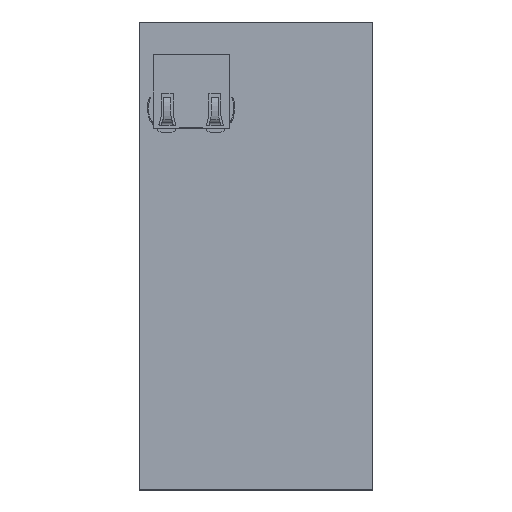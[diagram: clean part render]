
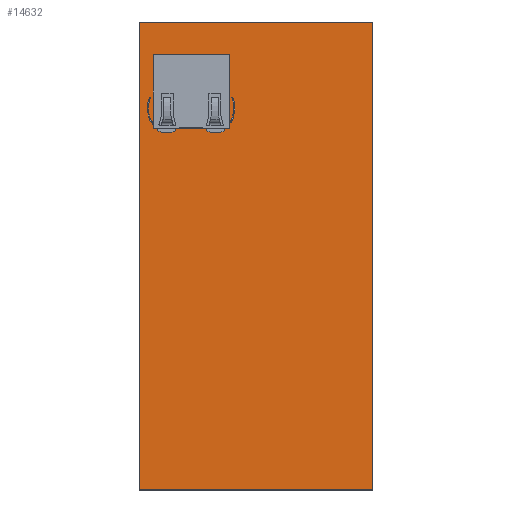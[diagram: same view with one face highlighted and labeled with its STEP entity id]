
A CAD part, top view. The second image highlights one B-rep face of the part: STEP entity #14632.
In plain terms, the highlighted planar face has unit normal (0, 0, 1).
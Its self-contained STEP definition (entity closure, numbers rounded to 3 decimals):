
#14503 = VERTEX_POINT('',#14504);
#14504 = CARTESIAN_POINT('',(0.,100.,1.6));
#14510 = EDGE_CURVE('',#14503,#14511,#14513,.T.);
#14511 = VERTEX_POINT('',#14512);
#14512 = CARTESIAN_POINT('',(50.,100.,1.6));
#14513 = LINE('',#14514,#14515);
#14514 = CARTESIAN_POINT('',(0.,100.,1.6));
#14515 = VECTOR('',#14516,1.);
#14516 = DIRECTION('',(1.,0.,0.));
#14541 = EDGE_CURVE('',#14511,#14542,#14544,.T.);
#14542 = VERTEX_POINT('',#14543);
#14543 = CARTESIAN_POINT('',(50.,0.,1.6));
#14544 = LINE('',#14545,#14546);
#14545 = CARTESIAN_POINT('',(50.,100.,1.6));
#14546 = VECTOR('',#14547,1.);
#14547 = DIRECTION('',(0.,-1.,0.));
#14572 = EDGE_CURVE('',#14542,#14573,#14575,.T.);
#14573 = VERTEX_POINT('',#14574);
#14574 = CARTESIAN_POINT('',(0.,0.,1.6));
#14575 = LINE('',#14576,#14577);
#14576 = CARTESIAN_POINT('',(50.,0.,1.6));
#14577 = VECTOR('',#14578,1.);
#14578 = DIRECTION('',(-1.,0.,0.));
#14603 = EDGE_CURVE('',#14573,#14503,#14604,.T.);
#14604 = LINE('',#14605,#14606);
#14605 = CARTESIAN_POINT('',(0.,0.,1.6));
#14606 = VECTOR('',#14607,1.);
#14607 = DIRECTION('',(0.,1.,0.));
#14632 = ADVANCED_FACE('',(#14633),#14639,.T.);
#14633 = FACE_BOUND('',#14634,.F.);
#14634 = EDGE_LOOP('',(#14635,#14636,#14637,#14638));
#14635 = ORIENTED_EDGE('',*,*,#14510,.T.);
#14636 = ORIENTED_EDGE('',*,*,#14541,.T.);
#14637 = ORIENTED_EDGE('',*,*,#14572,.T.);
#14638 = ORIENTED_EDGE('',*,*,#14603,.T.);
#14639 = PLANE('',#14640);
#14640 = AXIS2_PLACEMENT_3D('',#14641,#14642,#14643);
#14641 = CARTESIAN_POINT('',(25.,50.,1.6));
#14642 = DIRECTION('',(0.,0.,1.));
#14643 = DIRECTION('',(1.,0.,0.));
